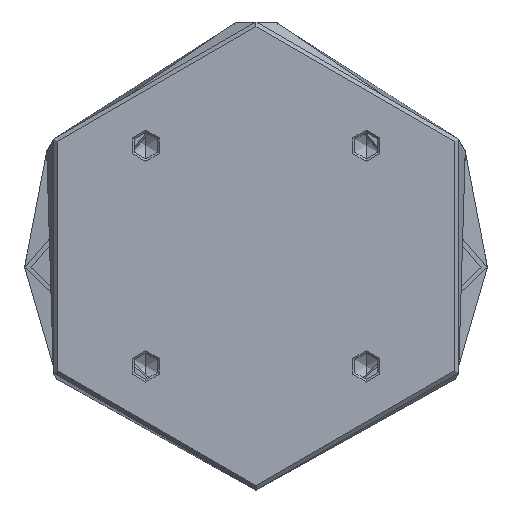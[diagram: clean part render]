
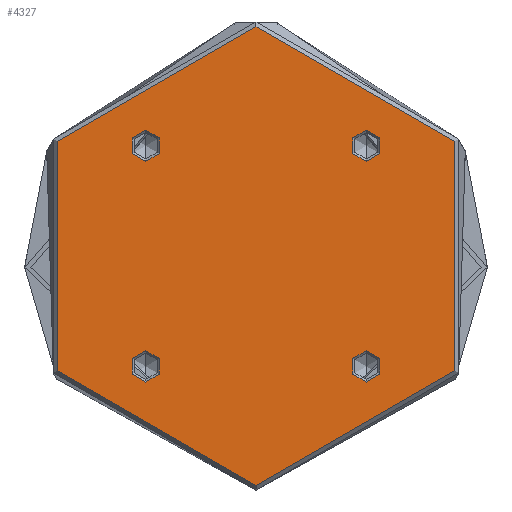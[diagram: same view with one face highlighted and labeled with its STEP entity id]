
A CAD part, front view. The second image highlights one B-rep face of the part: STEP entity #4327.
In plain terms, the highlighted face is planar.
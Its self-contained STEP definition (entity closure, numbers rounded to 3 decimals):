
#78 = EDGE_CURVE ( 'NONE', #1094, #4962, #6450, .T. ) ;
#91 = ORIENTED_EDGE ( 'NONE', *, *, #3533, .F. ) ;
#143 = AXIS2_PLACEMENT_3D ( 'NONE', #6621, #6790, #6739 ) ;
#206 = FACE_BOUND ( 'NONE', #5341, .T. ) ;
#385 = FACE_BOUND ( 'NONE', #6553, .T. ) ;
#449 = CARTESIAN_POINT ( 'NONE',  ( -40.38, 35.355, 0. ) ) ;
#453 = CARTESIAN_POINT ( 'NONE',  ( 35.355, -35.355, 0. ) ) ;
#517 = DIRECTION ( 'NONE',  ( 1., 0., 0. ) ) ;
#541 = DIRECTION ( 'NONE',  ( 0., 0., 1. ) ) ;
#593 = CARTESIAN_POINT ( 'NONE',  ( -35.355, -35.355, 0. ) ) ;
#699 = EDGE_CURVE ( 'NONE', #1716, #4085, #1274, .T. ) ;
#807 = ORIENTED_EDGE ( 'NONE', *, *, #6741, .F. ) ;
#855 = AXIS2_PLACEMENT_3D ( 'NONE', #453, #4269, #1030 ) ;
#948 = AXIS2_PLACEMENT_3D ( 'NONE', #1420, #1268, #1341 ) ;
#980 = EDGE_LOOP ( 'NONE', ( #807, #1173 ) ) ;
#1005 = CARTESIAN_POINT ( 'NONE',  ( 40.38, 35.355, 0. ) ) ;
#1030 = DIRECTION ( 'NONE',  ( 1., 0., 0. ) ) ;
#1076 = CARTESIAN_POINT ( 'NONE',  ( 35.355, 35.355, 0. ) ) ;
#1094 = VERTEX_POINT ( 'NONE', #3696 ) ;
#1105 = CIRCLE ( 'NONE', #855, 5.025 ) ;
#1173 = ORIENTED_EDGE ( 'NONE', *, *, #6759, .F. ) ;
#1207 = CIRCLE ( 'NONE', #6395, 5.025 ) ;
#1268 = DIRECTION ( 'NONE',  ( 0., 0., 1. ) ) ;
#1274 = CIRCLE ( 'NONE', #143, 73.5 ) ;
#1341 = DIRECTION ( 'NONE',  ( 1., 0., 0. ) ) ;
#1420 = CARTESIAN_POINT ( 'NONE',  ( -35.355, -35.355, 0. ) ) ;
#1463 = CIRCLE ( 'NONE', #1754, 5.025 ) ;
#1514 = ORIENTED_EDGE ( 'NONE', *, *, #699, .T. ) ;
#1518 = EDGE_CURVE ( 'NONE', #6108, #4596, #4457, .T. ) ;
#1533 = CARTESIAN_POINT ( 'NONE',  ( 35.355, -35.355, 0. ) ) ;
#1545 = EDGE_LOOP ( 'NONE', ( #4673, #4590 ) ) ;
#1628 = CARTESIAN_POINT ( 'NONE',  ( -30.33, 35.355, 0. ) ) ;
#1630 = PLANE ( 'NONE',  #2166 ) ;
#1656 = DIRECTION ( 'NONE',  ( 1., 0., 0. ) ) ;
#1714 = FACE_OUTER_BOUND ( 'NONE', #3709, .T. ) ;
#1716 = VERTEX_POINT ( 'NONE', #2730 ) ;
#1754 = AXIS2_PLACEMENT_3D ( 'NONE', #1533, #5240, #2080 ) ;
#1779 = ORIENTED_EDGE ( 'NONE', *, *, #5950, .T. ) ;
#1855 = CIRCLE ( 'NONE', #5888, 5.025 ) ;
#1888 = FACE_BOUND ( 'NONE', #1545, .T. ) ;
#1947 = AXIS2_PLACEMENT_3D ( 'NONE', #593, #541, #517 ) ;
#1968 = DIRECTION ( 'NONE',  ( 0., 0., 1. ) ) ;
#2080 = DIRECTION ( 'NONE',  ( 1., 0., 0. ) ) ;
#2166 = AXIS2_PLACEMENT_3D ( 'NONE', #4798, #2178, #5859 ) ;
#2178 = DIRECTION ( 'NONE',  ( 0., 0., -1. ) ) ;
#2641 = DIRECTION ( 'NONE',  ( 0., 0., 1. ) ) ;
#2730 = CARTESIAN_POINT ( 'NONE',  ( -73.5, 0., 0. ) ) ;
#2745 = CARTESIAN_POINT ( 'NONE',  ( 35.355, 35.355, 0. ) ) ;
#2754 = CIRCLE ( 'NONE', #948, 5.025 ) ;
#2844 = AXIS2_PLACEMENT_3D ( 'NONE', #3050, #3076, #5755 ) ;
#2868 = EDGE_CURVE ( 'NONE', #4962, #1094, #2754, .T. ) ;
#2926 = VERTEX_POINT ( 'NONE', #4113 ) ;
#2997 = CARTESIAN_POINT ( 'NONE',  ( 30.33, 35.355, 0. ) ) ;
#3050 = CARTESIAN_POINT ( 'NONE',  ( -35.355, 35.355, 0. ) ) ;
#3076 = DIRECTION ( 'NONE',  ( 0., 0., 1. ) ) ;
#3291 = DIRECTION ( 'NONE',  ( 1., 0., 0. ) ) ;
#3328 = AXIS2_PLACEMENT_3D ( 'NONE', #1076, #4840, #1656 ) ;
#3333 = VERTEX_POINT ( 'NONE', #2997 ) ;
#3533 = EDGE_CURVE ( 'NONE', #2926, #4032, #1463, .T. ) ;
#3619 = AXIS2_PLACEMENT_3D ( 'NONE', #5132, #1968, #5640 ) ;
#3622 = EDGE_CURVE ( 'NONE', #4032, #2926, #1105, .T. ) ;
#3696 = CARTESIAN_POINT ( 'NONE',  ( -40.38, -35.355, 0. ) ) ;
#3709 = EDGE_LOOP ( 'NONE', ( #1514, #1779 ) ) ;
#4032 = VERTEX_POINT ( 'NONE', #4034 ) ;
#4034 = CARTESIAN_POINT ( 'NONE',  ( 40.38, -35.355, 0. ) ) ;
#4085 = VERTEX_POINT ( 'NONE', #4593 ) ;
#4113 = CARTESIAN_POINT ( 'NONE',  ( 30.33, -35.355, 0. ) ) ;
#4257 = ORIENTED_EDGE ( 'NONE', *, *, #3622, .F. ) ;
#4269 = DIRECTION ( 'NONE',  ( 0., 0., 1. ) ) ;
#4327 = ADVANCED_FACE ( 'NONE', ( #385, #1888, #206, #5761, #1714 ), #1630, .F. ) ;
#4457 = CIRCLE ( 'NONE', #2844, 5.025 ) ;
#4590 = ORIENTED_EDGE ( 'NONE', *, *, #78, .F. ) ;
#4593 = CARTESIAN_POINT ( 'NONE',  ( 73.5, 0., 0. ) ) ;
#4596 = VERTEX_POINT ( 'NONE', #449 ) ;
#4673 = ORIENTED_EDGE ( 'NONE', *, *, #2868, .F. ) ;
#4798 = CARTESIAN_POINT ( 'NONE',  ( 0., 0., 0. ) ) ;
#4840 = DIRECTION ( 'NONE',  ( 0., 0., 1. ) ) ;
#4848 = CIRCLE ( 'NONE', #3619, 73.5 ) ;
#4962 = VERTEX_POINT ( 'NONE', #6083 ) ;
#5070 = ORIENTED_EDGE ( 'NONE', *, *, #5996, .F. ) ;
#5132 = CARTESIAN_POINT ( 'NONE',  ( 0., 0., 0. ) ) ;
#5240 = DIRECTION ( 'NONE',  ( 0., 0., 1. ) ) ;
#5341 = EDGE_LOOP ( 'NONE', ( #4257, #91 ) ) ;
#5393 = VERTEX_POINT ( 'NONE', #1005 ) ;
#5640 = DIRECTION ( 'NONE',  ( 1., 0., 0. ) ) ;
#5755 = DIRECTION ( 'NONE',  ( 1., 0., 0. ) ) ;
#5761 = FACE_BOUND ( 'NONE', #980, .T. ) ;
#5769 = CARTESIAN_POINT ( 'NONE',  ( -35.355, 35.355, 0. ) ) ;
#5859 = DIRECTION ( 'NONE',  ( -1., 0., 0. ) ) ;
#5888 = AXIS2_PLACEMENT_3D ( 'NONE', #5769, #2641, #6314 ) ;
#5950 = EDGE_CURVE ( 'NONE', #4085, #1716, #4848, .T. ) ;
#5996 = EDGE_CURVE ( 'NONE', #4596, #6108, #1855, .T. ) ;
#6083 = CARTESIAN_POINT ( 'NONE',  ( -30.33, -35.355, 0. ) ) ;
#6108 = VERTEX_POINT ( 'NONE', #1628 ) ;
#6314 = DIRECTION ( 'NONE',  ( 1., 0., 0. ) ) ;
#6395 = AXIS2_PLACEMENT_3D ( 'NONE', #2745, #6429, #3291 ) ;
#6429 = DIRECTION ( 'NONE',  ( 0., 0., 1. ) ) ;
#6450 = CIRCLE ( 'NONE', #1947, 5.025 ) ;
#6475 = ORIENTED_EDGE ( 'NONE', *, *, #1518, .F. ) ;
#6553 = EDGE_LOOP ( 'NONE', ( #6475, #5070 ) ) ;
#6621 = CARTESIAN_POINT ( 'NONE',  ( 0., 0., 0. ) ) ;
#6739 = DIRECTION ( 'NONE',  ( 1., 0., 0. ) ) ;
#6741 = EDGE_CURVE ( 'NONE', #5393, #3333, #6894, .T. ) ;
#6759 = EDGE_CURVE ( 'NONE', #3333, #5393, #1207, .T. ) ;
#6790 = DIRECTION ( 'NONE',  ( 0., 0., 1. ) ) ;
#6894 = CIRCLE ( 'NONE', #3328, 5.025 ) ;
